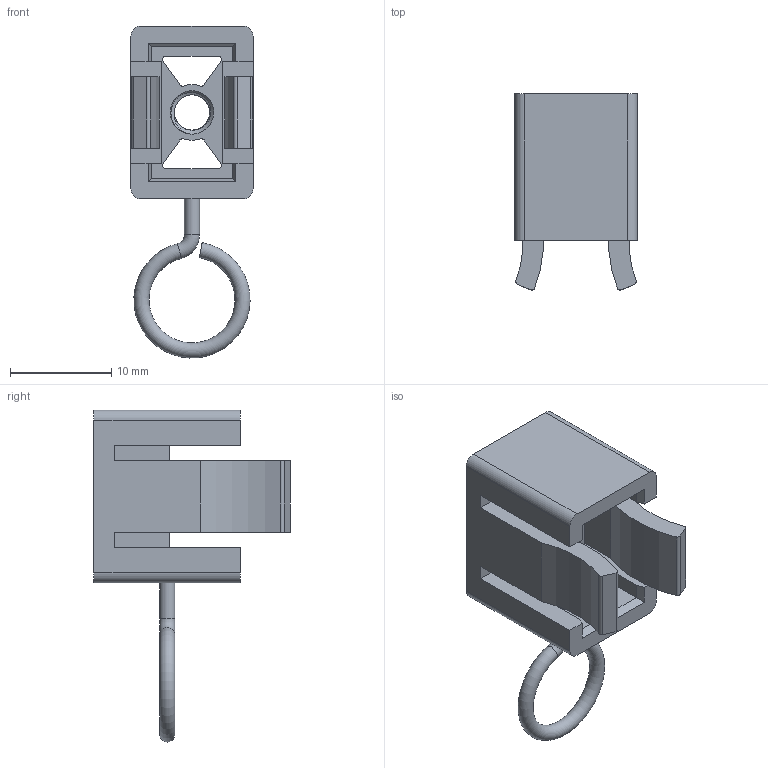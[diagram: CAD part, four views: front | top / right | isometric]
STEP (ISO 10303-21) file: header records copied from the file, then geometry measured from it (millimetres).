
FILE_DESCRIPTION (( 'STEP AP214' ), '1' );
FILE_NAME ('new cuvette holder_100943(12.5 x 7.5mm)_E.step', '2022-10-28T11:36:22', ( '' ), ( '' ), 'SwSTEP 2.0', 'SolidWorks 2021', '' );
FILE_SCHEMA (( 'AUTOMOTIVE_DESIGN' ));
Length unit declared in the file: millimetre
Products named in the file (1): new cuvette holder_100943(12.5 x 7.5mm)_E
Bounding box: 12.1 x 19.41 x 32.85 mm (x, y, z)
Volume: 1895.5 mm3; surface area: 2466.2 mm2
Topology: 1 solids, 1 shells, 76 faces, 213 edges, 140 vertices
Faces by surface type: plane 43, cylinder 26, bspline 3, cone 2, torus 2
Full cylindrical faces by diameter (mm): 1.5 x1
Entity records: 6162 total; most frequent: CARTESIAN_POINT 4170, ORIENTED_EDGE 412, DIRECTION 400, EDGE_CURVE 206, LINE 140, VECTOR 140, VERTEX_POINT 138, AXIS2_PLACEMENT_3D 130
